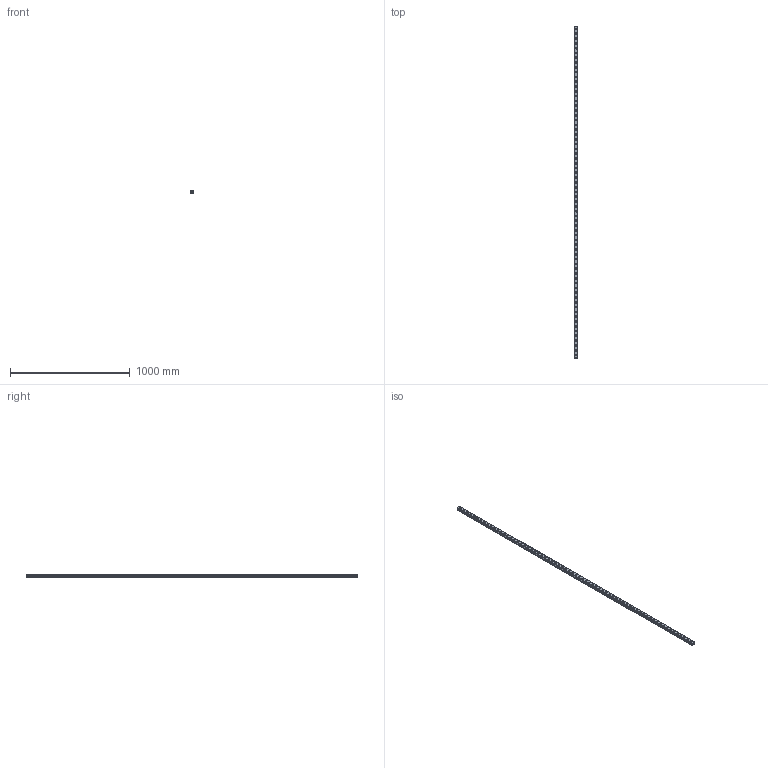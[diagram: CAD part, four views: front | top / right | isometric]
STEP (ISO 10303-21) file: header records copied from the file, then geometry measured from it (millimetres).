
FILE_DESCRIPTION(('STEP AP214'),'1');
FILE_NAME('cctmp_EF4C535F-ED98-4562-A5DF-95A4277EE16A_2021_03_11_16_08_50_0820..stp','2021-03-11T15:08:51',('HIWIN GmbH'),('CADClick - www.CADClick.com'),'Spatial InterOp 3D',' ','unknown authorization');
FILE_SCHEMA(('AUTOMOTIVE_DESIGN'));
Length unit declared in the file: millimetre
Products named in the file (1): RGR30R2770H_FILE
Bounding box: 28 x 2770 x 28 mm (x, y, z)
Volume: 1590273.3 mm3; surface area: 410660.7 mm2
Topology: 1 solids, 1 shells, 736 faces, 1569 edges, 1046 vertices
Faces by surface type: cylinder 432, plane 304
Entity records: 26169 total; most frequent: DIRECTION 3907, CARTESIAN_POINT 3352, ORIENTED_EDGE 3138, AXIS2_PLACEMENT_3D 1601, EDGE_CURVE 1569, VERTEX_POINT 1046, EDGE_LOOP 947, CIRCLE 864
